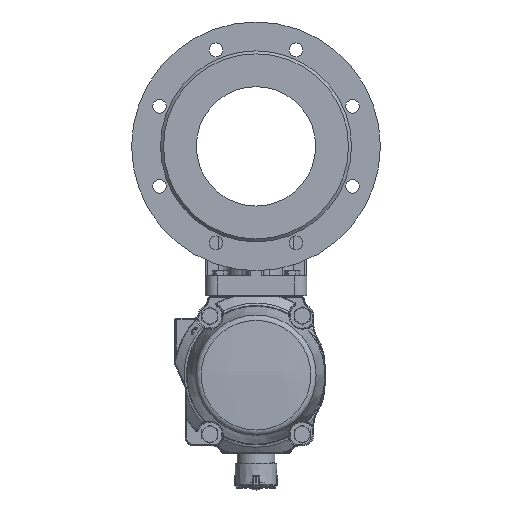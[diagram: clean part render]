
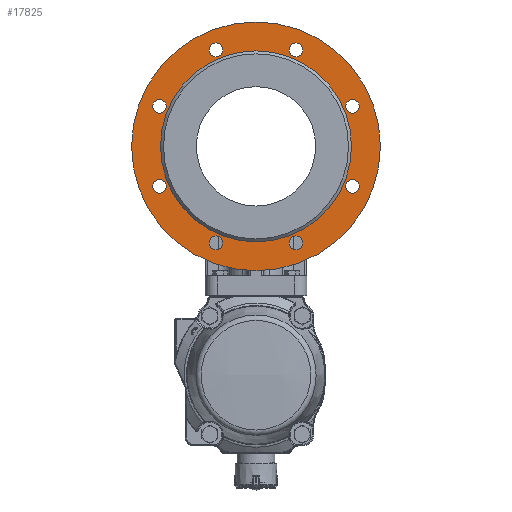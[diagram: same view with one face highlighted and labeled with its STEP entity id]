
A CAD part, front view. The second image highlights one B-rep face of the part: STEP entity #17825.
In plain terms, the highlighted planar face has unit normal (0, -1, 0).
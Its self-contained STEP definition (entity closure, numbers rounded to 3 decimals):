
#1690=CIRCLE('',#19058,125.);
#1705=CIRCLE('',#19075,6.918);
#1706=CIRCLE('',#19076,6.918);
#1707=CIRCLE('',#19077,6.918);
#1708=CIRCLE('',#19078,6.918);
#1709=CIRCLE('',#19079,6.918);
#1710=CIRCLE('',#19080,6.918);
#1711=CIRCLE('',#19081,6.918);
#1712=CIRCLE('',#19082,6.918);
#1713=CIRCLE('',#19083,96.);
#3016=ORIENTED_EDGE('',*,*,#7784,.F.);
#3017=ORIENTED_EDGE('',*,*,#7785,.F.);
#3018=ORIENTED_EDGE('',*,*,#7786,.F.);
#3019=ORIENTED_EDGE('',*,*,#7787,.F.);
#3020=ORIENTED_EDGE('',*,*,#7788,.F.);
#3021=ORIENTED_EDGE('',*,*,#7789,.F.);
#3022=ORIENTED_EDGE('',*,*,#7790,.F.);
#3023=ORIENTED_EDGE('',*,*,#7791,.F.);
#3024=ORIENTED_EDGE('',*,*,#7767,.T.);
#3025=ORIENTED_EDGE('',*,*,#7792,.T.);
#7767=EDGE_CURVE('',#10156,#10156,#1690,.T.);
#7784=EDGE_CURVE('',#10173,#10173,#1705,.T.);
#7785=EDGE_CURVE('',#10174,#10174,#1706,.T.);
#7786=EDGE_CURVE('',#10175,#10175,#1707,.T.);
#7787=EDGE_CURVE('',#10176,#10176,#1708,.T.);
#7788=EDGE_CURVE('',#10177,#10177,#1709,.T.);
#7789=EDGE_CURVE('',#10178,#10178,#1710,.T.);
#7790=EDGE_CURVE('',#10179,#10179,#1711,.T.);
#7791=EDGE_CURVE('',#10180,#10180,#1712,.T.);
#7792=EDGE_CURVE('',#10181,#10181,#1713,.T.);
#10156=VERTEX_POINT('',#26314);
#10173=VERTEX_POINT('',#26350);
#10174=VERTEX_POINT('',#26352);
#10175=VERTEX_POINT('',#26354);
#10176=VERTEX_POINT('',#26356);
#10177=VERTEX_POINT('',#26358);
#10178=VERTEX_POINT('',#26360);
#10179=VERTEX_POINT('',#26362);
#10180=VERTEX_POINT('',#26364);
#10181=VERTEX_POINT('',#26366);
#13072=EDGE_LOOP('',(#3016));
#13073=EDGE_LOOP('',(#3017));
#13074=EDGE_LOOP('',(#3018));
#13075=EDGE_LOOP('',(#3019));
#13076=EDGE_LOOP('',(#3020));
#13077=EDGE_LOOP('',(#3021));
#13078=EDGE_LOOP('',(#3022));
#13079=EDGE_LOOP('',(#3023));
#13080=EDGE_LOOP('',(#3024));
#13081=EDGE_LOOP('',(#3025));
#14370=FACE_BOUND('',#13072,.T.);
#14371=FACE_BOUND('',#13073,.T.);
#14372=FACE_BOUND('',#13074,.T.);
#14373=FACE_BOUND('',#13075,.T.);
#14374=FACE_BOUND('',#13076,.T.);
#14375=FACE_BOUND('',#13077,.T.);
#14376=FACE_BOUND('',#13078,.T.);
#14377=FACE_BOUND('',#13079,.T.);
#14378=FACE_BOUND('',#13080,.T.);
#14379=FACE_BOUND('',#13081,.T.);
#15635=PLANE('',#19074);
#17825=ADVANCED_FACE('',(#14370,#14371,#14372,#14373,#14374,#14375,#14376,
#14377,#14378,#14379),#15635,.T.);
#19058=AXIS2_PLACEMENT_3D('',#26313,#21250,#21251);
#19074=AXIS2_PLACEMENT_3D('',#26348,#21284,#21285);
#19075=AXIS2_PLACEMENT_3D('',#26349,#21286,#21287);
#19076=AXIS2_PLACEMENT_3D('',#26351,#21288,#21289);
#19077=AXIS2_PLACEMENT_3D('',#26353,#21290,#21291);
#19078=AXIS2_PLACEMENT_3D('',#26355,#21292,#21293);
#19079=AXIS2_PLACEMENT_3D('',#26357,#21294,#21295);
#19080=AXIS2_PLACEMENT_3D('',#26359,#21296,#21297);
#19081=AXIS2_PLACEMENT_3D('',#26361,#21298,#21299);
#19082=AXIS2_PLACEMENT_3D('',#26363,#21300,#21301);
#19083=AXIS2_PLACEMENT_3D('',#26365,#21302,#21303);
#21250=DIRECTION('',(0.,-1.,0.));
#21251=DIRECTION('',(1.,0.,0.));
#21284=DIRECTION('',(0.,-1.,0.));
#21285=DIRECTION('',(0.,0.,-1.));
#21286=DIRECTION('',(0.,-1.,0.));
#21287=DIRECTION('',(-1.,0.,0.));
#21288=DIRECTION('',(0.,-1.,0.));
#21289=DIRECTION('',(-1.,0.,0.));
#21290=DIRECTION('',(0.,-1.,0.));
#21291=DIRECTION('',(-1.,0.,0.));
#21292=DIRECTION('',(0.,-1.,0.));
#21293=DIRECTION('',(-1.,0.,0.));
#21294=DIRECTION('',(0.,-1.,0.));
#21295=DIRECTION('',(-1.,0.,0.));
#21296=DIRECTION('',(0.,-1.,0.));
#21297=DIRECTION('',(-1.,0.,0.));
#21298=DIRECTION('',(0.,-1.,0.));
#21299=DIRECTION('',(-1.,0.,0.));
#21300=DIRECTION('',(0.,-1.,0.));
#21301=DIRECTION('',(-1.,0.,0.));
#21302=DIRECTION('',(0.,1.,0.));
#21303=DIRECTION('',(1.,0.,0.));
#26313=CARTESIAN_POINT('',(0.,-97.,0.));
#26314=CARTESIAN_POINT('',(125.,-97.,0.));
#26348=CARTESIAN_POINT('',(0.,-97.,0.));
#26349=CARTESIAN_POINT('',(-97.007,-97.,40.182));
#26350=CARTESIAN_POINT('',(-103.925,-97.,40.182));
#26351=CARTESIAN_POINT('',(-40.182,-97.,97.007));
#26352=CARTESIAN_POINT('',(-47.099,-97.,97.007));
#26353=CARTESIAN_POINT('',(40.182,-97.,97.007));
#26354=CARTESIAN_POINT('',(33.264,-97.,97.007));
#26355=CARTESIAN_POINT('',(97.007,-97.,40.182));
#26356=CARTESIAN_POINT('',(90.09,-97.,40.182));
#26357=CARTESIAN_POINT('',(-97.007,-97.,-40.182));
#26358=CARTESIAN_POINT('',(-103.925,-97.,-40.182));
#26359=CARTESIAN_POINT('',(-40.182,-97.,-97.007));
#26360=CARTESIAN_POINT('',(-47.099,-97.,-97.007));
#26361=CARTESIAN_POINT('',(40.182,-97.,-97.007));
#26362=CARTESIAN_POINT('',(33.264,-97.,-97.007));
#26363=CARTESIAN_POINT('',(97.007,-97.,-40.182));
#26364=CARTESIAN_POINT('',(90.09,-97.,-40.182));
#26365=CARTESIAN_POINT('',(0.,-97.,0.));
#26366=CARTESIAN_POINT('',(96.,-97.,0.));
